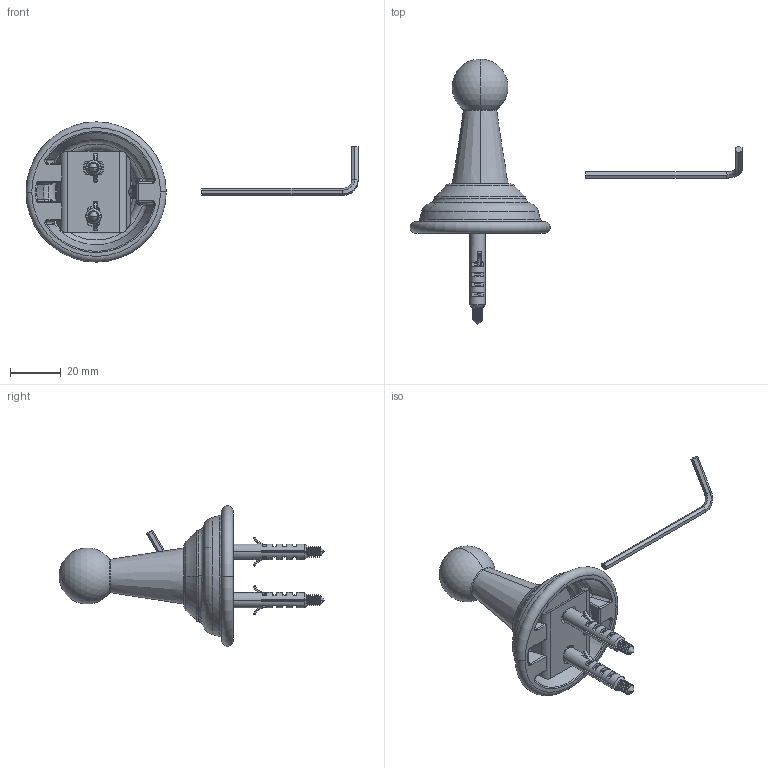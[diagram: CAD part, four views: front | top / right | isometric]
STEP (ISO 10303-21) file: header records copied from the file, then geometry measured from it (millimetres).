
FILE_DESCRIPTION((''),'2;1');
FILE_NAME('JCA0101CH_ASM','2021-07-23T16:30:54',('25393'),(''),'CREO PARAMETRIC BY PTC INC, 2018020','CREO PARAMETRIC BY PTC INC, 2018020','');
FILE_SCHEMA(('CONFIG_CONTROL_DESIGN'));
Length unit declared in the file: millimetre
Products named in the file (9): 2005001-012; 2004001-032; DS-M5X8-J; S2_5; 7005025-022; ZG-4_2X38-YDS; JD-S6; DS-M5X10-J; JCA0101CH_ASM
Assembly tree (10 placements, depth 2):
  JCA0101CH_ASM
    2005001-012
    2004001-032
    DS-M5X8-J
    S2_5
    7005025-022
    ZG-4_2X38-YDS  x2
    JD-S6  x2
    DS-M5X10-J
Bounding box: 130.25 x 104.29 x 55 mm (x, y, z)
Volume: 26039.1 mm3; surface area: 20314.3 mm2
Topology: 10 solids, 10 shells, 794 faces, 2071 edges, 1299 vertices
Faces by surface type: cylinder 317, plane 189, bspline 170, torus 54, cone 40, sphere 24
Entity records: 35512 total; most frequent: CARTESIAN_POINT 23785, ORIENTED_EDGE 2700, DIRECTION 1955, EDGE_CURVE 1350, VERTEX_POINT 854, AXIS2_PLACEMENT_3D 723, EDGE_LOOP 550, B_SPLINE_CURVE_WITH_KNOTS 549
